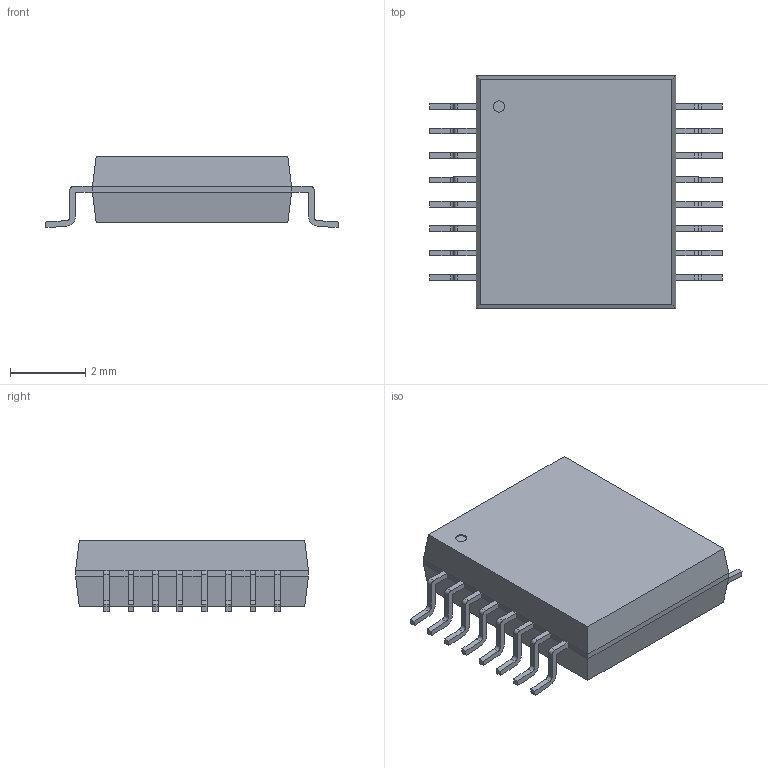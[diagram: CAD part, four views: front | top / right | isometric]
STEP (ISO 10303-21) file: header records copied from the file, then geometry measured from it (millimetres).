
FILE_DESCRIPTION(/* description */ (''),/* implementation_level */ '2;1');
FILE_NAME(/* name */ 'SSOP16.stp',/* time_stamp */ '2016-06-05T21:27:59-07:00',/* author */ ('victormp'),/* organization */ (''),/* preprocessor_version */ 'ST-DEVELOPER v16.5');
FILE_SCHEMA (('AUTOMOTIVE_DESIGN { 1 0 10303 214 3 1 1 }'));
Length unit declared in the file: millimetre
Products named in the file (1): SSOP16
Bounding box: 7.8 x 6.2 x 1.9 mm (x, y, z)
Volume: 56.4 mm3; surface area: 120.9 mm2
Topology: 1 solids, 1 shells, 224 faces, 591 edges, 370 vertices
Faces by surface type: plane 175, cylinder 49
Full cylindrical faces by diameter (mm): 0.3 x1
Entity records: 7046 total; most frequent: CARTESIAN_POINT 1185, ORIENTED_EDGE 1180, DIRECTION 1138, EDGE_CURVE 590, LINE 492, VECTOR 492, VERTEX_POINT 370, AXIS2_PLACEMENT_3D 323
